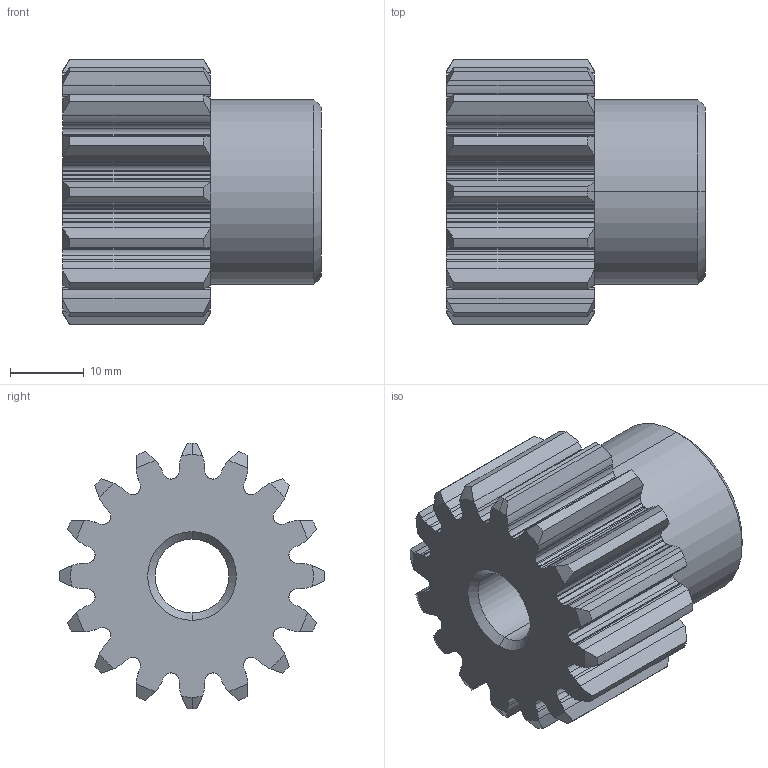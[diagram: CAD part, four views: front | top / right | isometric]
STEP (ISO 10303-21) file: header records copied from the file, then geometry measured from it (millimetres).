
FILE_DESCRIPTION(('HOOPS Exchange Step'),'2;1');
FILE_NAME('export-AC2F677E-12CC-49A6-93C7-E902460FC922.stp','2024-06-29T12:18:40+02:00',('Engineering'),('Alibre'),'HOOPS Exchange 2023.0','Alibre','Unknown authorisation');
FILE_SCHEMA( ('AP242_MANAGED_MODEL_BASED_3D_ENGINEERING_MIM_LF {1 0 10303 442 1 1 4 }') );
Length unit declared in the file: millimetre
Products named in the file (1): 6881 Module 2 Pinion, with 16 teeth
Bounding box: 35 x 36 x 36 mm (x, y, z)
Volume: 20203.3 mm3; surface area: 7446.2 mm2
Topology: 1 solids, 1 shells, 295 faces, 866 edges, 574 vertices
Faces by surface type: cylinder 250, cone 42, plane 3
Entity records: 10229 total; most frequent: CARTESIAN_POINT 1953, DIRECTION 1922, ORIENTED_EDGE 1732, EDGE_CURVE 866, AXIS2_PLACEMENT_3D 831, VERTEX_POINT 574, CIRCLE 534, EDGE_LOOP 298
